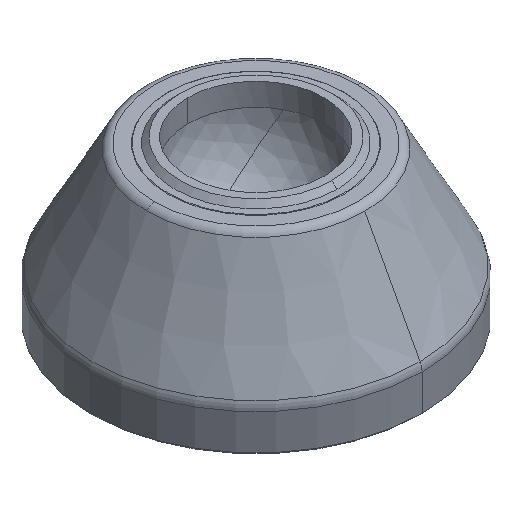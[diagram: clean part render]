
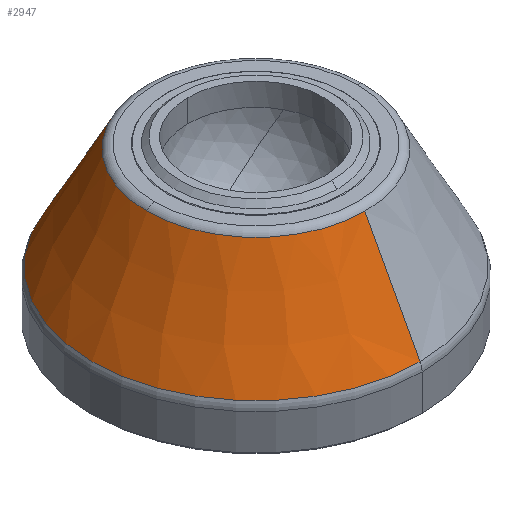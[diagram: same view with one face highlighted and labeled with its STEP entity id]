
A CAD part, isometric view. The second image highlights one B-rep face of the part: STEP entity #2947.
In plain terms, the highlighted conical face has half-angle 28.301 degrees and reference radius 19.261 mm.
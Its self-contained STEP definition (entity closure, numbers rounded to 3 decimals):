
#5 = AXIS2_PLACEMENT_3D ( 'NONE', #2524, #2986, #2743 ) ;
#43 = DIRECTION ( 'NONE',  ( 0., 0.474, -0.88 ) ) ;
#84 = DIRECTION ( 'NONE',  ( 0., 0., -1. ) ) ;
#91 = CARTESIAN_POINT ( 'NONE',  ( 0., 19.261, 5.444 ) ) ;
#107 = ORIENTED_EDGE ( 'NONE', *, *, #2034, .T. ) ;
#134 = EDGE_CURVE ( 'NONE', #1966, #2058, #773, .T. ) ;
#203 = CIRCLE ( 'NONE', #1151, 19.261 ) ;
#268 = CARTESIAN_POINT ( 'NONE',  ( 0., -19.261, 5.444 ) ) ;
#397 = EDGE_LOOP ( 'NONE', ( #3034, #2588, #107, #718, #2865 ) ) ;
#530 = CARTESIAN_POINT ( 'NONE',  ( 0., 12.783, 17.474 ) ) ;
#557 = DIRECTION ( 'NONE',  ( 0., 1., 0. ) ) ;
#558 = CIRCLE ( 'NONE', #665, 12.783 ) ;
#665 = AXIS2_PLACEMENT_3D ( 'NONE', #2905, #1500, #557 ) ;
#718 = ORIENTED_EDGE ( 'NONE', *, *, #134, .T. ) ;
#773 = LINE ( 'NONE', #1001, #1365 ) ;
#831 = DIRECTION ( 'NONE',  ( 0., 1., 0. ) ) ;
#870 = VERTEX_POINT ( 'NONE', #1160 ) ;
#1001 = CARTESIAN_POINT ( 'NONE',  ( 0., 19.261, 5.444 ) ) ;
#1151 = AXIS2_PLACEMENT_3D ( 'NONE', #2221, #2004, #831 ) ;
#1160 = CARTESIAN_POINT ( 'NONE',  ( 0., -12.783, 17.474 ) ) ;
#1365 = VECTOR ( 'NONE', #43, 1000. ) ;
#1475 = CARTESIAN_POINT ( 'NONE',  ( 0., 0., 17.474 ) ) ;
#1500 = DIRECTION ( 'NONE',  ( 0., 0., -1. ) ) ;
#1629 = VERTEX_POINT ( 'NONE', #2659 ) ;
#1691 = EDGE_CURVE ( 'NONE', #2058, #1968, #203, .T. ) ;
#1711 = DIRECTION ( 'NONE',  ( 0., 1., 0. ) ) ;
#1744 = AXIS2_PLACEMENT_3D ( 'NONE', #1475, #84, #1711 ) ;
#1754 = DIRECTION ( 'NONE',  ( 0., -0.474, -0.88 ) ) ;
#1872 = VECTOR ( 'NONE', #1754, 1000. ) ;
#1966 = VERTEX_POINT ( 'NONE', #530 ) ;
#1968 = VERTEX_POINT ( 'NONE', #2858 ) ;
#2001 = EDGE_CURVE ( 'NONE', #870, #1968, #2515, .T. ) ;
#2004 = DIRECTION ( 'NONE',  ( 0., 0., 1. ) ) ;
#2034 = EDGE_CURVE ( 'NONE', #1629, #1966, #558, .T. ) ;
#2058 = VERTEX_POINT ( 'NONE', #91 ) ;
#2221 = CARTESIAN_POINT ( 'NONE',  ( 0., 0., 5.444 ) ) ;
#2515 = LINE ( 'NONE', #268, #1872 ) ;
#2524 = CARTESIAN_POINT ( 'NONE',  ( 0., 0., 5.444 ) ) ;
#2588 = ORIENTED_EDGE ( 'NONE', *, *, #2782, .T. ) ;
#2659 = CARTESIAN_POINT ( 'NONE',  ( -12.783, 0., 17.474 ) ) ;
#2743 = DIRECTION ( 'NONE',  ( 0., 1., 0. ) ) ;
#2782 = EDGE_CURVE ( 'NONE', #870, #1629, #2880, .T. ) ;
#2804 = FACE_OUTER_BOUND ( 'NONE', #397, .T. ) ;
#2858 = CARTESIAN_POINT ( 'NONE',  ( 0., -19.261, 5.444 ) ) ;
#2865 = ORIENTED_EDGE ( 'NONE', *, *, #1691, .T. ) ;
#2880 = CIRCLE ( 'NONE', #1744, 12.783 ) ;
#2905 = CARTESIAN_POINT ( 'NONE',  ( 0., 0., 17.474 ) ) ;
#2915 = CONICAL_SURFACE ( 'NONE', #5, 19.261, 0.494 ) ;
#2947 = ADVANCED_FACE ( 'NONE', ( #2804 ), #2915, .T. ) ;
#2986 = DIRECTION ( 'NONE',  ( 0., 0., -1. ) ) ;
#3034 = ORIENTED_EDGE ( 'NONE', *, *, #2001, .F. ) ;
